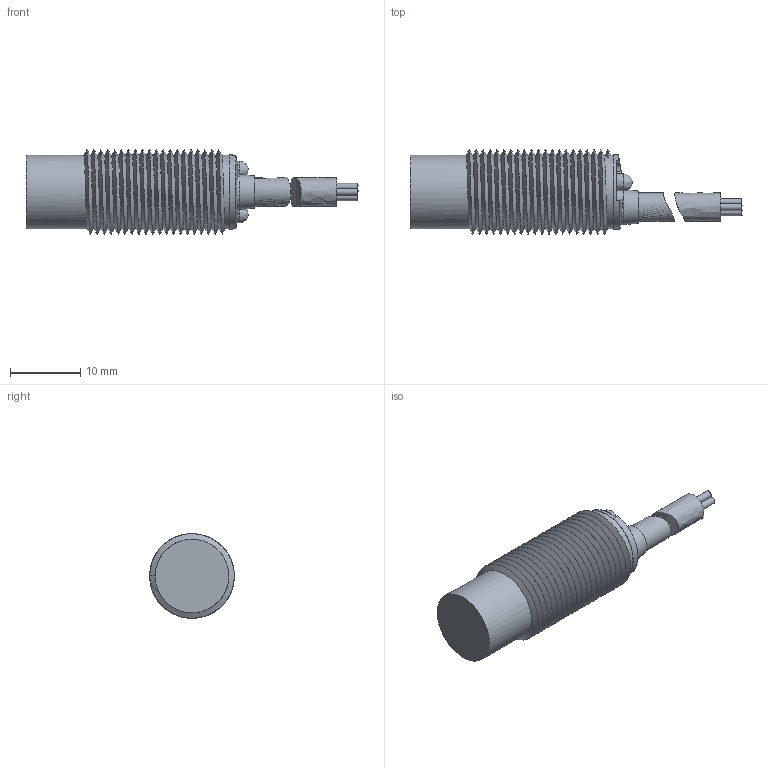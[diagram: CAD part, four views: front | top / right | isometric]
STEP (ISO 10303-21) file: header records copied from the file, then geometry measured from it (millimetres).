
FILE_DESCRIPTION( ('This file contains a STEP AP42 implementation' ,'as created by ZW3D STEP Interface translator.') ,'2;1' );
FILE_NAME( 'ECS2-1208X-X4SX.stp' ,'20 523.104915', (''), ('ZWCAD Software Co.'), 'Version 1.0', 'ZW3D to STEP translator', '' );
FILE_SCHEMA(('AUTOMOTIVE_DESIGN'));
Length unit declared in the file: millimetre
Products named in the file (2): 0; ECS2-1208X-X4SX
Bounding box: 47.39 x 12.06 x 12.06 mm (x, y, z)
Volume: 3025.5 mm3; surface area: 2290.9 mm2
Topology: 3 solids, 4 shells, 66 faces, 155 edges, 100 vertices
Faces by surface type: bspline 66
Entity records: 3257 total; most frequent: CARTESIAN_POINT 2290, ORIENTED_EDGE 305, EDGE_CURVE 153, VERTEX_POINT 100, EDGE_LOOP 72, B_SPLINE_CURVE_WITH_KNOTS 70, FACE_OUTER_BOUND 66, ADVANCED_FACE 66
